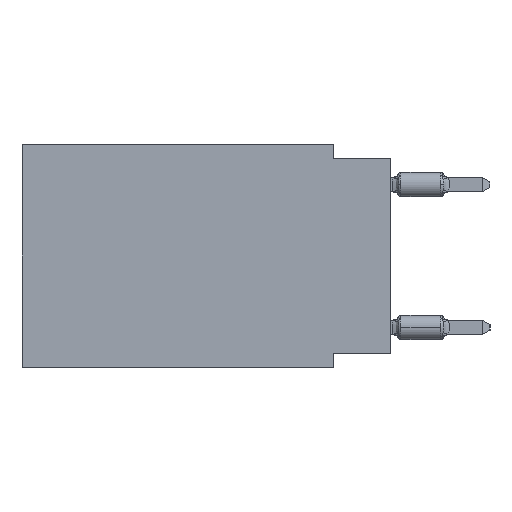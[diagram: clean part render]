
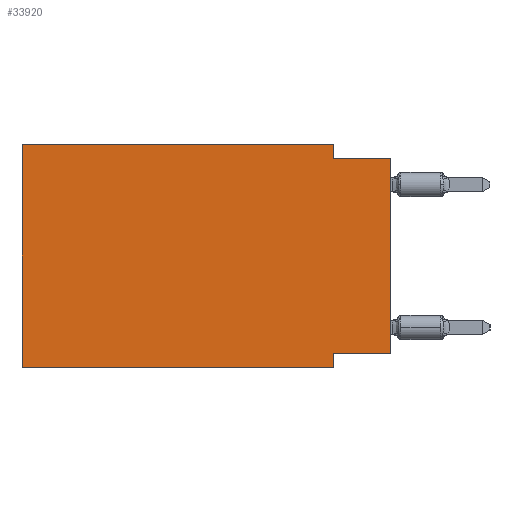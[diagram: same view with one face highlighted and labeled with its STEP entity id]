
A CAD part, left-side view. The second image highlights one B-rep face of the part: STEP entity #33920.
In plain terms, the highlighted planar face has unit normal (-1, 0, 0).
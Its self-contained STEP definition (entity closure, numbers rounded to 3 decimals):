
#1601 = CARTESIAN_POINT ( 'NONE',  ( 0., 16.383, -9.906 ) ) ;
#1691 = VERTEX_POINT ( 'NONE', #20902 ) ;
#1730 = CARTESIAN_POINT ( 'NONE',  ( 0., 0., -9.271 ) ) ;
#2364 = VECTOR ( 'NONE', #10568, 1000. ) ;
#3092 = EDGE_CURVE ( 'NONE', #25426, #27894, #30021, .T. ) ;
#3174 = DIRECTION ( 'NONE',  ( 0., 0., -1. ) ) ;
#3208 = ORIENTED_EDGE ( 'NONE', *, *, #40659, .T. ) ;
#3618 = LINE ( 'NONE', #17140, #35041 ) ;
#5009 = VECTOR ( 'NONE', #27849, 1000. ) ;
#5534 = ORIENTED_EDGE ( 'NONE', *, *, #17422, .F. ) ;
#7285 = CARTESIAN_POINT ( 'NONE',  ( 0., 16.383, -9.906 ) ) ;
#7672 = CARTESIAN_POINT ( 'NONE',  ( 0., 16.383, 0. ) ) ;
#7957 = CARTESIAN_POINT ( 'NONE',  ( 0., 16.383, 0. ) ) ;
#8929 = VERTEX_POINT ( 'NONE', #14254 ) ;
#9341 = EDGE_LOOP ( 'NONE', ( #3208, #34414, #5534, #9862, #36289, #33845, #19489, #33123 ) ) ;
#9431 = CARTESIAN_POINT ( 'NONE',  ( 0., 2.54, -9.906 ) ) ;
#9862 = ORIENTED_EDGE ( 'NONE', *, *, #30866, .F. ) ;
#10259 = VERTEX_POINT ( 'NONE', #32387 ) ;
#10568 = DIRECTION ( 'NONE',  ( 0., 0., 1. ) ) ;
#10949 = VERTEX_POINT ( 'NONE', #7285 ) ;
#11734 = EDGE_CURVE ( 'NONE', #1691, #8929, #3618, .T. ) ;
#13124 = LINE ( 'NONE', #26440, #14192 ) ;
#13403 = CARTESIAN_POINT ( 'NONE',  ( 0., 16.383, 0. ) ) ;
#14192 = VECTOR ( 'NONE', #22437, 1000. ) ;
#14254 = CARTESIAN_POINT ( 'NONE',  ( 0., 0., -0.635 ) ) ;
#14286 = EDGE_CURVE ( 'NONE', #10949, #27894, #34860, .T. ) ;
#16281 = DIRECTION ( 'NONE',  ( 0., 0., -1. ) ) ;
#16714 = FACE_OUTER_BOUND ( 'NONE', #9341, .T. ) ;
#17140 = CARTESIAN_POINT ( 'NONE',  ( 0., 0., -0.635 ) ) ;
#17422 = EDGE_CURVE ( 'NONE', #10259, #1691, #33535, .T. ) ;
#19489 = ORIENTED_EDGE ( 'NONE', *, *, #3092, .F. ) ;
#20902 = CARTESIAN_POINT ( 'NONE',  ( 0., 2.54, -0.635 ) ) ;
#22437 = DIRECTION ( 'NONE',  ( 0., 0., 1. ) ) ;
#23450 = EDGE_CURVE ( 'NONE', #10949, #34289, #13124, .T. ) ;
#24682 = VECTOR ( 'NONE', #16281, 1000. ) ;
#25426 = VERTEX_POINT ( 'NONE', #40060 ) ;
#26440 = CARTESIAN_POINT ( 'NONE',  ( 0., 16.383, 0. ) ) ;
#27849 = DIRECTION ( 'NONE',  ( 0., -1., 0. ) ) ;
#27894 = VERTEX_POINT ( 'NONE', #30925 ) ;
#29054 = VECTOR ( 'NONE', #29206, 1000. ) ;
#29206 = DIRECTION ( 'NONE',  ( 0., 1., 0. ) ) ;
#29767 = DIRECTION ( 'NONE',  ( 0., -1., 0. ) ) ;
#30021 = LINE ( 'NONE', #9431, #24682 ) ;
#30866 = EDGE_CURVE ( 'NONE', #34289, #10259, #38465, .T. ) ;
#30925 = CARTESIAN_POINT ( 'NONE',  ( 0., 2.54, -9.906 ) ) ;
#31209 = CARTESIAN_POINT ( 'NONE',  ( 0., 0., -9.271 ) ) ;
#31730 = DIRECTION ( 'NONE',  ( 0., -1., 0. ) ) ;
#32387 = CARTESIAN_POINT ( 'NONE',  ( 0., 2.54, 0. ) ) ;
#33116 = VERTEX_POINT ( 'NONE', #31209 ) ;
#33123 = ORIENTED_EDGE ( 'NONE', *, *, #37303, .F. ) ;
#33535 = LINE ( 'NONE', #33969, #40034 ) ;
#33845 = ORIENTED_EDGE ( 'NONE', *, *, #14286, .T. ) ;
#33920 = ADVANCED_FACE ( 'NONE', ( #16714 ), #43752, .F. ) ;
#33969 = CARTESIAN_POINT ( 'NONE',  ( 0., 2.54, 0. ) ) ;
#34055 = LINE ( 'NONE', #40700, #2364 ) ;
#34289 = VERTEX_POINT ( 'NONE', #7957 ) ;
#34414 = ORIENTED_EDGE ( 'NONE', *, *, #11734, .F. ) ;
#34860 = LINE ( 'NONE', #1601, #35869 ) ;
#35041 = VECTOR ( 'NONE', #29767, 1000. ) ;
#35839 = LINE ( 'NONE', #1730, #29054 ) ;
#35869 = VECTOR ( 'NONE', #31730, 1000. ) ;
#36289 = ORIENTED_EDGE ( 'NONE', *, *, #23450, .F. ) ;
#37303 = EDGE_CURVE ( 'NONE', #33116, #25426, #35839, .T. ) ;
#38465 = LINE ( 'NONE', #7672, #5009 ) ;
#40034 = VECTOR ( 'NONE', #3174, 1000. ) ;
#40060 = CARTESIAN_POINT ( 'NONE',  ( 0., 2.54, -9.271 ) ) ;
#40444 = AXIS2_PLACEMENT_3D ( 'NONE', #13403, #40446, #42872 ) ;
#40446 = DIRECTION ( 'NONE',  ( 1., 0., 0. ) ) ;
#40659 = EDGE_CURVE ( 'NONE', #33116, #8929, #34055, .T. ) ;
#40700 = CARTESIAN_POINT ( 'NONE',  ( 0., 0., 0. ) ) ;
#42872 = DIRECTION ( 'NONE',  ( 0., 0., -1. ) ) ;
#43752 = PLANE ( 'NONE',  #40444 ) ;
